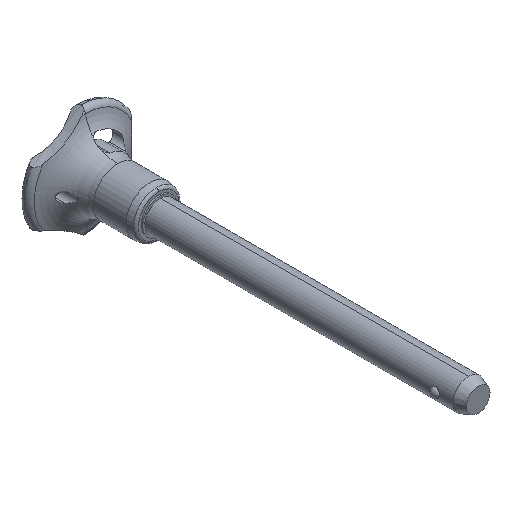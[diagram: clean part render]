
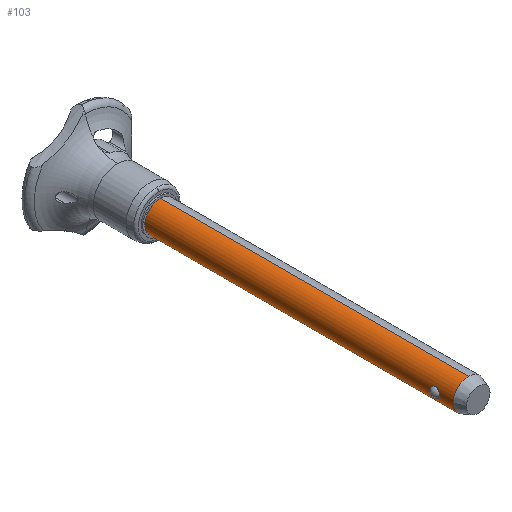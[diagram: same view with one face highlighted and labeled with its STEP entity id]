
A CAD part, isometric view. The second image highlights one B-rep face of the part: STEP entity #103.
In plain terms, the highlighted cylindrical face has radius 3.969 mm (diameter 7.938 mm), a partial arc.
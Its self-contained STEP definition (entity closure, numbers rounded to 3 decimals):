
#103=ADVANCED_FACE('',(#240,#241),#242,.T.);
#240=FACE_OUTER_BOUND('',#412,.T.);
#241=FACE_BOUND('',#413,.T.);
#242=CYLINDRICAL_SURFACE('',#414,3.969);
#412=EDGE_LOOP('',(#656,#657,#658,#659,#660));
#413=EDGE_LOOP('',(#661,#662));
#414=AXIS2_PLACEMENT_3D('',#663,#664,#665);
#656=ORIENTED_EDGE('',*,*,#1111,.F.);
#657=ORIENTED_EDGE('',*,*,#1128,.T.);
#658=ORIENTED_EDGE('',*,*,#1097,.T.);
#659=ORIENTED_EDGE('',*,*,#1113,.F.);
#660=ORIENTED_EDGE('',*,*,#1129,.F.);
#661=ORIENTED_EDGE('',*,*,#1130,.T.);
#662=ORIENTED_EDGE('',*,*,#1131,.T.);
#663=CARTESIAN_POINT('',(0.,-41.021,0.0));
#664=DIRECTION('',(0.,1.0,0.0));
#665=DIRECTION('',(0.0,0.0,-1.0));
#1097=EDGE_CURVE('',#1328,#1334,#1336,.T.);
#1111=EDGE_CURVE('',#1360,#1361,#1362,.T.);
#1113=EDGE_CURVE('',#1363,#1334,#1365,.T.);
#1128=EDGE_CURVE('',#1360,#1328,#1389,.T.);
#1129=EDGE_CURVE('',#1361,#1363,#1390,.T.);
#1130=EDGE_CURVE('',#1391,#1392,#1393,.T.);
#1131=EDGE_CURVE('',#1392,#1391,#1394,.T.);
#1328=VERTEX_POINT('',#2004);
#1334=VERTEX_POINT('',#2012);
#1336=CIRCLE('',#2014,3.969);
#1360=VERTEX_POINT('',#2174);
#1361=VERTEX_POINT('',#2175);
#1362=LINE('',#2176,#2177);
#1363=VERTEX_POINT('',#2178);
#1365=LINE('',#2180,#2181);
#1389=CIRCLE('',#2272,3.969);
#1390=CIRCLE('',#2273,3.969);
#1391=VERTEX_POINT('',#2274);
#1392=VERTEX_POINT('',#2275);
#1393=B_SPLINE_CURVE_WITH_KNOTS('',3,(#2276,#2277,#2278,#2279,#2280,#2281,#2282,#2283,#2284,#2285,#2286,#2287,#2288,#2289,#2290,#2291,#2292,#2293,#2294,#2295,#2296,#2297,#2298,#2299,#2300,#2301),.UNSPECIFIED.,.F.,.F.,(4,2,2,2,2,2,2,2,2,2,2,2,4),(0.0,0.401,0.802,0.988,1.174,1.485,1.795,2.106,2.416,2.603,2.789,3.19,3.59),.UNSPECIFIED.);
#1394=B_SPLINE_CURVE_WITH_KNOTS('',3,(#2302,#2303,#2304,#2305,#2306,#2307,#2308,#2309,#2310,#2311,#2312,#2313,#2314,#2315,#2316,#2317,#2318,#2319,#2320,#2321,#2322,#2323,#2324,#2325,#2326,#2327),.UNSPECIFIED.,.F.,.F.,(4,2,2,2,2,2,2,2,2,2,2,2,4),(3.59,3.991,4.392,4.578,4.764,5.075,5.386,5.696,6.007,6.193,6.379,6.78,7.181),.UNSPECIFIED.);
#2004=CARTESIAN_POINT('',(-3.969,-79.527,0.));
#2012=CARTESIAN_POINT('',(0.,-79.527,3.969));
#2014=AXIS2_PLACEMENT_3D('',#3368,#3369,#3370);
#2174=CARTESIAN_POINT('',(0.,-79.527,-3.969));
#2175=CARTESIAN_POINT('',(0.,0.0,-3.969));
#2176=CARTESIAN_POINT('',(0.,-41.021,-3.969));
#2177=VECTOR('',#3381,1.0);
#2178=CARTESIAN_POINT('',(0.,0.,3.969));
#2180=CARTESIAN_POINT('',(0.,-41.021,3.969));
#2181=VECTOR('',#3385,1.0);
#2272=AXIS2_PLACEMENT_3D('',#3410,#3411,#3412);
#2273=AXIS2_PLACEMENT_3D('',#3413,#3414,#3415);
#2274=CARTESIAN_POINT('',(-3.776,-74.824,1.222));
#2275=CARTESIAN_POINT('',(-3.776,-74.824,-1.222));
#2276=CARTESIAN_POINT('',(-3.776,-74.824,1.222));
#2277=CARTESIAN_POINT('',(-3.776,-74.957,1.222));
#2278=CARTESIAN_POINT('',(-3.784,-75.1,1.197));
#2279=CARTESIAN_POINT('',(-3.815,-75.364,1.095));
#2280=CARTESIAN_POINT('',(-3.837,-75.486,1.018));
#2281=CARTESIAN_POINT('',(-3.868,-75.629,0.889));
#2282=CARTESIAN_POINT('',(-3.879,-75.676,0.841));
#2283=CARTESIAN_POINT('',(-3.9,-75.759,0.736));
#2284=CARTESIAN_POINT('',(-3.911,-75.796,0.68));
#2285=CARTESIAN_POINT('',(-3.933,-75.877,0.536));
#2286=CARTESIAN_POINT('',(-3.947,-75.919,0.432));
#2287=CARTESIAN_POINT('',(-3.964,-75.975,0.216));
#2288=CARTESIAN_POINT('',(-3.969,-75.988,0.104));
#2289=CARTESIAN_POINT('',(-3.969,-75.988,-0.104));
#2290=CARTESIAN_POINT('',(-3.964,-75.975,-0.216));
#2291=CARTESIAN_POINT('',(-3.947,-75.919,-0.432));
#2292=CARTESIAN_POINT('',(-3.933,-75.877,-0.536));
#2293=CARTESIAN_POINT('',(-3.911,-75.796,-0.68));
#2294=CARTESIAN_POINT('',(-3.9,-75.759,-0.736));
#2295=CARTESIAN_POINT('',(-3.879,-75.676,-0.841));
#2296=CARTESIAN_POINT('',(-3.868,-75.629,-0.889));
#2297=CARTESIAN_POINT('',(-3.837,-75.486,-1.018));
#2298=CARTESIAN_POINT('',(-3.815,-75.364,-1.095));
#2299=CARTESIAN_POINT('',(-3.784,-75.1,-1.197));
#2300=CARTESIAN_POINT('',(-3.776,-74.957,-1.222));
#2301=CARTESIAN_POINT('',(-3.776,-74.824,-1.222));
#2302=CARTESIAN_POINT('',(-3.776,-74.824,-1.222));
#2303=CARTESIAN_POINT('',(-3.776,-74.69,-1.222));
#2304=CARTESIAN_POINT('',(-3.784,-74.548,-1.197));
#2305=CARTESIAN_POINT('',(-3.815,-74.284,-1.095));
#2306=CARTESIAN_POINT('',(-3.837,-74.162,-1.018));
#2307=CARTESIAN_POINT('',(-3.868,-74.018,-0.889));
#2308=CARTESIAN_POINT('',(-3.879,-73.972,-0.841));
#2309=CARTESIAN_POINT('',(-3.9,-73.888,-0.736));
#2310=CARTESIAN_POINT('',(-3.911,-73.851,-0.68));
#2311=CARTESIAN_POINT('',(-3.933,-73.771,-0.536));
#2312=CARTESIAN_POINT('',(-3.947,-73.728,-0.432));
#2313=CARTESIAN_POINT('',(-3.964,-73.673,-0.216));
#2314=CARTESIAN_POINT('',(-3.969,-73.66,-0.104));
#2315=CARTESIAN_POINT('',(-3.969,-73.66,0.104));
#2316=CARTESIAN_POINT('',(-3.964,-73.673,0.216));
#2317=CARTESIAN_POINT('',(-3.947,-73.728,0.432));
#2318=CARTESIAN_POINT('',(-3.933,-73.771,0.536));
#2319=CARTESIAN_POINT('',(-3.911,-73.851,0.68));
#2320=CARTESIAN_POINT('',(-3.9,-73.888,0.736));
#2321=CARTESIAN_POINT('',(-3.879,-73.972,0.841));
#2322=CARTESIAN_POINT('',(-3.868,-74.018,0.889));
#2323=CARTESIAN_POINT('',(-3.837,-74.162,1.018));
#2324=CARTESIAN_POINT('',(-3.815,-74.284,1.095));
#2325=CARTESIAN_POINT('',(-3.784,-74.548,1.197));
#2326=CARTESIAN_POINT('',(-3.776,-74.69,1.222));
#2327=CARTESIAN_POINT('',(-3.776,-74.824,1.222));
#3368=CARTESIAN_POINT('',(0.,-79.527,0.0));
#3369=DIRECTION('',(0.,1.0,0.));
#3370=DIRECTION('',(0.,0.,-1.0));
#3381=DIRECTION('',(0.,1.0,0.0));
#3385=DIRECTION('',(0.,-1.0,-0.0));
#3410=CARTESIAN_POINT('',(0.,-79.527,0.0));
#3411=DIRECTION('',(0.,1.0,0.));
#3412=DIRECTION('',(0.,0.,-1.0));
#3413=CARTESIAN_POINT('',(0.,0.0,0.0));
#3414=DIRECTION('',(0.,1.0,0.0));
#3415=DIRECTION('',(0.0,0.0,-1.0));
